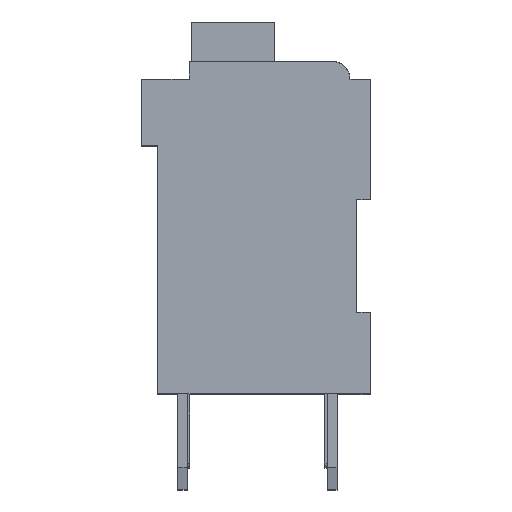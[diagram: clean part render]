
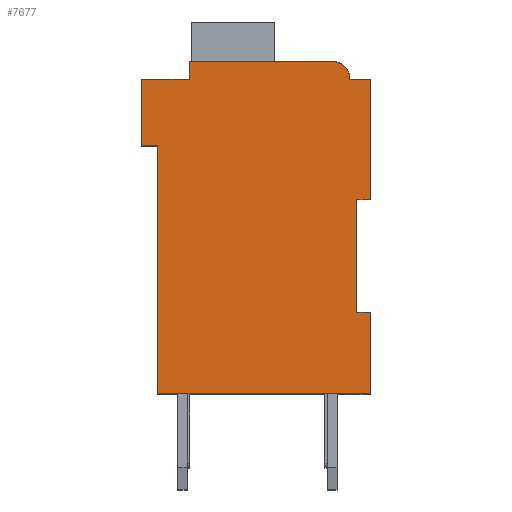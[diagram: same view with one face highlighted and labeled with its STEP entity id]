
A CAD part, top view. The second image highlights one B-rep face of the part: STEP entity #7677.
In plain terms, the highlighted planar face has unit normal (0, 0, 1).
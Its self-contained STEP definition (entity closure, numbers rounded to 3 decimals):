
#1356=DIRECTION('',(1.,0.,0.));
#1357=VECTOR('',#1356,0.5);
#1358=CARTESIAN_POINT('',(7.3,7.15,2.1));
#1359=LINE('',#1358,#1357);
#1360=DIRECTION('',(0.,1.,0.));
#1361=VECTOR('',#1360,4.15);
#1362=CARTESIAN_POINT('',(7.3,3.,2.1));
#1363=LINE('',#1362,#1361);
#1364=DIRECTION('',(-1.,0.,0.));
#1365=VECTOR('',#1364,0.5);
#1366=CARTESIAN_POINT('',(7.8,3.,2.1));
#1367=LINE('',#1366,#1365);
#1368=DIRECTION('',(0.,1.,0.));
#1369=VECTOR('',#1368,3.);
#1370=CARTESIAN_POINT('',(7.8,0.,2.1));
#1371=LINE('',#1370,#1369);
#1372=DIRECTION('',(1.,0.,0.));
#1373=VECTOR('',#1372,7.8);
#1374=CARTESIAN_POINT('',(0.,0.,2.1));
#1375=LINE('',#1374,#1373);
#1376=DIRECTION('',(0.,-1.,0.));
#1377=VECTOR('',#1376,9.1);
#1378=CARTESIAN_POINT('',(0.,9.1,2.1));
#1379=LINE('',#1378,#1377);
#1380=DIRECTION('',(1.,0.,0.));
#1381=VECTOR('',#1380,0.6);
#1382=CARTESIAN_POINT('',(-0.6,9.1,2.1));
#1383=LINE('',#1382,#1381);
#1384=DIRECTION('',(0.,-1.,0.));
#1385=VECTOR('',#1384,2.45);
#1386=CARTESIAN_POINT('',(-0.6,11.55,2.1));
#1387=LINE('',#1386,#1385);
#1388=DIRECTION('',(-1.,0.,0.));
#1389=VECTOR('',#1388,1.75);
#1390=CARTESIAN_POINT('',(1.15,11.55,2.1));
#1391=LINE('',#1390,#1389);
#1392=DIRECTION('',(0.,-1.,0.));
#1393=VECTOR('',#1392,0.65);
#1394=CARTESIAN_POINT('',(1.15,12.2,2.1));
#1395=LINE('',#1394,#1393);
#1396=DIRECTION('',(-1.,0.,0.));
#1397=VECTOR('',#1396,5.25);
#1398=CARTESIAN_POINT('',(6.4,12.2,2.1));
#1399=LINE('',#1398,#1397);
#1400=CARTESIAN_POINT('',(6.4,11.55,2.1));
#1401=DIRECTION('',(0.,0.,1.));
#1402=DIRECTION('',(1.,0.,0.));
#1403=AXIS2_PLACEMENT_3D('',#1400,#1401,#1402);
#1405=DIRECTION('',(-1.,0.,0.));
#1406=VECTOR('',#1405,0.75);
#1407=CARTESIAN_POINT('',(7.8,11.55,2.1));
#1408=LINE('',#1407,#1406);
#1409=DIRECTION('',(0.,1.,0.));
#1410=VECTOR('',#1409,4.4);
#1411=CARTESIAN_POINT('',(7.8,7.15,2.1));
#1412=LINE('',#1411,#1410);
#4821=CARTESIAN_POINT('',(7.3,7.15,2.1));
#4822=CARTESIAN_POINT('',(7.8,7.15,2.1));
#4823=VERTEX_POINT('',#4821);
#4824=VERTEX_POINT('',#4822);
#4825=CARTESIAN_POINT('',(7.8,11.55,2.1));
#4826=VERTEX_POINT('',#4825);
#4827=CARTESIAN_POINT('',(7.05,11.55,2.1));
#4828=VERTEX_POINT('',#4827);
#4829=CARTESIAN_POINT('',(6.4,12.2,2.1));
#4830=VERTEX_POINT('',#4829);
#4831=CARTESIAN_POINT('',(1.15,12.2,2.1));
#4832=VERTEX_POINT('',#4831);
#4833=CARTESIAN_POINT('',(1.15,11.55,2.1));
#4834=VERTEX_POINT('',#4833);
#4835=CARTESIAN_POINT('',(-0.6,11.55,2.1));
#4836=VERTEX_POINT('',#4835);
#4837=CARTESIAN_POINT('',(-0.6,9.1,2.1));
#4838=VERTEX_POINT('',#4837);
#4839=CARTESIAN_POINT('',(0.,9.1,2.1));
#4840=VERTEX_POINT('',#4839);
#4841=CARTESIAN_POINT('',(0.,0.,2.1));
#4842=VERTEX_POINT('',#4841);
#4843=CARTESIAN_POINT('',(7.8,0.,2.1));
#4844=VERTEX_POINT('',#4843);
#4845=CARTESIAN_POINT('',(7.8,3.,2.1));
#4846=VERTEX_POINT('',#4845);
#4847=CARTESIAN_POINT('',(7.3,3.,2.1));
#4848=VERTEX_POINT('',#4847);
#7653=CARTESIAN_POINT('',(0.,0.,2.1));
#7654=DIRECTION('',(0.,0.,1.));
#7655=DIRECTION('',(1.,0.,0.));
#7656=AXIS2_PLACEMENT_3D('',#7653,#7654,#7655);
#7657=PLANE('',#7656);
#7658=ORIENTED_EDGE('',*,*,#6334,.F.);
#7659=ORIENTED_EDGE('',*,*,#6612,.F.);
#7661=ORIENTED_EDGE('',*,*,#7660,.F.);
#7663=ORIENTED_EDGE('',*,*,#7662,.F.);
#7665=ORIENTED_EDGE('',*,*,#7664,.F.);
#7666=ORIENTED_EDGE('',*,*,#6714,.F.);
#7667=ORIENTED_EDGE('',*,*,#6778,.F.);
#7668=ORIENTED_EDGE('',*,*,#6887,.F.);
#7669=ORIENTED_EDGE('',*,*,#7001,.F.);
#7670=ORIENTED_EDGE('',*,*,#7070,.F.);
#7671=ORIENTED_EDGE('',*,*,#7275,.F.);
#7672=ORIENTED_EDGE('',*,*,#7553,.F.);
#7673=ORIENTED_EDGE('',*,*,#7489,.F.);
#7674=ORIENTED_EDGE('',*,*,#6488,.F.);
#7675=EDGE_LOOP('',(#7658,#7659,#7661,#7663,#7665,#7666,#7667,#7668,#7669,#7670,
#7671,#7672,#7673,#7674));
#7676=FACE_OUTER_BOUND('',#7675,.F.);
#1404=CIRCLE('',#1403,0.65);
#6334=EDGE_CURVE('',#4823,#4824,#1359,.T.);
#6488=EDGE_CURVE('',#4824,#4826,#1412,.T.);
#6612=EDGE_CURVE('',#4848,#4823,#1363,.T.);
#6714=EDGE_CURVE('',#4840,#4842,#1379,.T.);
#6778=EDGE_CURVE('',#4838,#4840,#1383,.T.);
#6887=EDGE_CURVE('',#4836,#4838,#1387,.T.);
#7001=EDGE_CURVE('',#4834,#4836,#1391,.T.);
#7070=EDGE_CURVE('',#4832,#4834,#1395,.T.);
#7275=EDGE_CURVE('',#4830,#4832,#1399,.T.);
#7489=EDGE_CURVE('',#4826,#4828,#1408,.T.);
#7553=EDGE_CURVE('',#4828,#4830,#1404,.T.);
#7660=EDGE_CURVE('',#4846,#4848,#1367,.T.);
#7662=EDGE_CURVE('',#4844,#4846,#1371,.T.);
#7664=EDGE_CURVE('',#4842,#4844,#1375,.T.);
#7677=ADVANCED_FACE('',(#7676),#7657,.T.);
